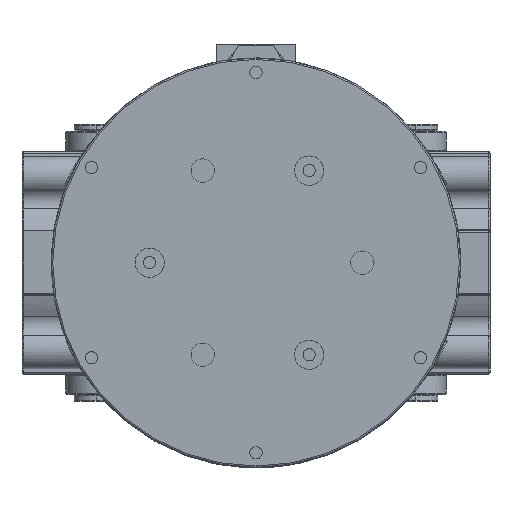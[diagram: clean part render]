
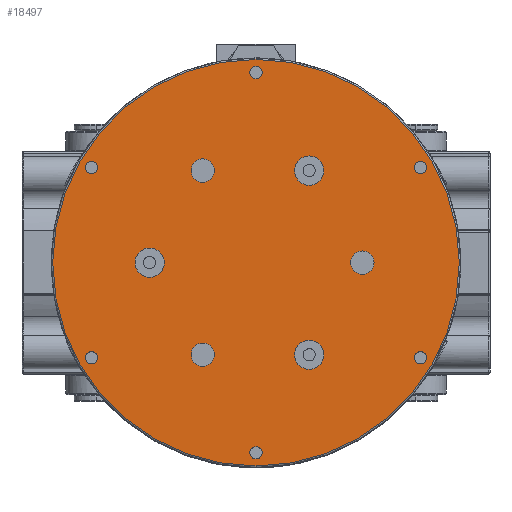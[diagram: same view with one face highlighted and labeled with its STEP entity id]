
A CAD part, top view. The second image highlights one B-rep face of the part: STEP entity #18497.
In plain terms, the highlighted face is planar.
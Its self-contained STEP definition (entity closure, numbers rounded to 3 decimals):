
#1=CARTESIAN_POINT('',(31.48,-42.2,18.175));
#2=DIRECTION('',(0.,-1.,0.));
#3=DIRECTION('',(-1.,0.,0.));
#4=AXIS2_PLACEMENT_3D('',#1,#2,#3);
#6=CARTESIAN_POINT('',(31.48,-42.2,18.175));
#7=DIRECTION('',(0.,-1.,0.));
#8=DIRECTION('',(1.,0.,0.));
#9=AXIS2_PLACEMENT_3D('',#6,#7,#8);
#11=CARTESIAN_POINT('',(0.,-42.2,36.35));
#12=DIRECTION('',(0.,-1.,0.));
#13=DIRECTION('',(-1.,0.,0.));
#14=AXIS2_PLACEMENT_3D('',#11,#12,#13);
#16=CARTESIAN_POINT('',(0.,-42.2,36.35));
#17=DIRECTION('',(0.,-1.,0.));
#18=DIRECTION('',(1.,0.,0.));
#19=AXIS2_PLACEMENT_3D('',#16,#17,#18);
#21=CARTESIAN_POINT('',(-31.48,-42.2,18.175));
#22=DIRECTION('',(0.,-1.,0.));
#23=DIRECTION('',(-1.,0.,0.));
#24=AXIS2_PLACEMENT_3D('',#21,#22,#23);
#26=CARTESIAN_POINT('',(-31.48,-42.2,18.175));
#27=DIRECTION('',(0.,-1.,0.));
#28=DIRECTION('',(1.,0.,0.));
#29=AXIS2_PLACEMENT_3D('',#26,#27,#28);
#31=CARTESIAN_POINT('',(0.,-42.2,-36.35));
#32=DIRECTION('',(0.,-1.,0.));
#33=DIRECTION('',(-1.,0.,0.));
#34=AXIS2_PLACEMENT_3D('',#31,#32,#33);
#36=CARTESIAN_POINT('',(0.,-42.2,-36.35));
#37=DIRECTION('',(0.,-1.,0.));
#38=DIRECTION('',(1.,0.,0.));
#39=AXIS2_PLACEMENT_3D('',#36,#37,#38);
#41=CARTESIAN_POINT('',(31.48,-42.2,-18.175));
#42=DIRECTION('',(0.,-1.,0.));
#43=DIRECTION('',(-1.,0.,0.));
#44=AXIS2_PLACEMENT_3D('',#41,#42,#43);
#46=CARTESIAN_POINT('',(31.48,-42.2,-18.175));
#47=DIRECTION('',(0.,-1.,0.));
#48=DIRECTION('',(1.,0.,0.));
#49=AXIS2_PLACEMENT_3D('',#46,#47,#48);
#51=CARTESIAN_POINT('',(-31.48,-42.2,-18.175));
#52=DIRECTION('',(0.,-1.,0.));
#53=DIRECTION('',(-1.,0.,0.));
#54=AXIS2_PLACEMENT_3D('',#51,#52,#53);
#56=CARTESIAN_POINT('',(-31.48,-42.2,-18.175));
#57=DIRECTION('',(0.,-1.,0.));
#58=DIRECTION('',(1.,0.,0.));
#59=AXIS2_PLACEMENT_3D('',#56,#57,#58);
#61=CARTESIAN_POINT('',(65.,-42.2,0.));
#62=DIRECTION('',(0.,-1.,0.));
#63=DIRECTION('',(0.,0.,-1.));
#64=AXIS2_PLACEMENT_3D('',#61,#62,#63);
#66=CARTESIAN_POINT('',(65.,-42.2,0.));
#67=DIRECTION('',(0.,-1.,0.));
#68=DIRECTION('',(0.,0.,1.));
#69=AXIS2_PLACEMENT_3D('',#66,#67,#68);
#71=CARTESIAN_POINT('',(32.5,-42.2,-56.292));
#72=DIRECTION('',(0.,-1.,0.));
#73=DIRECTION('',(0.,0.,-1.));
#74=AXIS2_PLACEMENT_3D('',#71,#72,#73);
#76=CARTESIAN_POINT('',(32.5,-42.2,-56.292));
#77=DIRECTION('',(0.,-1.,0.));
#78=DIRECTION('',(0.,0.,1.));
#79=AXIS2_PLACEMENT_3D('',#76,#77,#78);
#81=CARTESIAN_POINT('',(-32.5,-42.2,56.292));
#82=DIRECTION('',(0.,-1.,0.));
#83=DIRECTION('',(0.,0.,-1.));
#84=AXIS2_PLACEMENT_3D('',#81,#82,#83);
#86=CARTESIAN_POINT('',(-32.5,-42.2,56.292));
#87=DIRECTION('',(0.,-1.,0.));
#88=DIRECTION('',(0.,0.,1.));
#89=AXIS2_PLACEMENT_3D('',#86,#87,#88);
#91=CARTESIAN_POINT('',(-65.,-42.2,0.));
#92=DIRECTION('',(0.,-1.,0.));
#93=DIRECTION('',(0.,0.,-1.));
#94=AXIS2_PLACEMENT_3D('',#91,#92,#93);
#96=CARTESIAN_POINT('',(-65.,-42.2,0.));
#97=DIRECTION('',(0.,-1.,0.));
#98=DIRECTION('',(0.,0.,1.));
#99=AXIS2_PLACEMENT_3D('',#96,#97,#98);
#101=CARTESIAN_POINT('',(-32.5,-42.2,-56.292));
#102=DIRECTION('',(0.,-1.,0.));
#103=DIRECTION('',(0.,0.,-1.));
#104=AXIS2_PLACEMENT_3D('',#101,#102,#103);
#106=CARTESIAN_POINT('',(-32.5,-42.2,-56.292));
#107=DIRECTION('',(0.,-1.,0.));
#108=DIRECTION('',(0.,0.,1.));
#109=AXIS2_PLACEMENT_3D('',#106,#107,#108);
#111=CARTESIAN_POINT('',(32.5,-42.2,56.292));
#112=DIRECTION('',(0.,-1.,0.));
#113=DIRECTION('',(0.,0.,-1.));
#114=AXIS2_PLACEMENT_3D('',#111,#112,#113);
#116=CARTESIAN_POINT('',(32.5,-42.2,56.292));
#117=DIRECTION('',(0.,-1.,0.));
#118=DIRECTION('',(0.,0.,1.));
#119=AXIS2_PLACEMENT_3D('',#116,#117,#118);
#121=CARTESIAN_POINT('',(0.,-42.2,0.));
#122=DIRECTION('',(0.,-1.,0.));
#123=DIRECTION('',(-1.,0.,0.));
#124=AXIS2_PLACEMENT_3D('',#121,#122,#123);
#126=CARTESIAN_POINT('',(0.,-42.2,0.));
#127=DIRECTION('',(0.,-1.,0.));
#128=DIRECTION('',(1.,0.,0.));
#129=AXIS2_PLACEMENT_3D('',#126,#127,#128);
#15979=CARTESIAN_POINT('',(27.48,-42.2,18.175));
#15980=CARTESIAN_POINT('',(35.48,-42.2,18.175));
#15981=VERTEX_POINT('',#15979);
#15982=VERTEX_POINT('',#15980);
#15983=CARTESIAN_POINT('',(-5.,-42.2,36.35));
#15984=CARTESIAN_POINT('',(5.,-42.2,36.35));
#15985=VERTEX_POINT('',#15983);
#15986=VERTEX_POINT('',#15984);
#15987=CARTESIAN_POINT('',(-35.48,-42.2,18.175));
#15988=CARTESIAN_POINT('',(-27.48,-42.2,18.175));
#15989=VERTEX_POINT('',#15987);
#15990=VERTEX_POINT('',#15988);
#15991=CARTESIAN_POINT('',(-4.,-42.2,-36.35));
#15992=CARTESIAN_POINT('',(4.,-42.2,-36.35));
#15993=VERTEX_POINT('',#15991);
#15994=VERTEX_POINT('',#15992);
#15995=CARTESIAN_POINT('',(26.48,-42.2,-18.175));
#15996=CARTESIAN_POINT('',(36.48,-42.2,-18.175));
#15997=VERTEX_POINT('',#15995);
#15998=VERTEX_POINT('',#15996);
#15999=CARTESIAN_POINT('',(-36.48,-42.2,-18.175));
#16000=CARTESIAN_POINT('',(-26.48,-42.2,-18.175));
#16001=VERTEX_POINT('',#15999);
#16002=VERTEX_POINT('',#16000);
#16023=CARTESIAN_POINT('',(65.,-42.2,-2.1));
#16024=CARTESIAN_POINT('',(65.,-42.2,2.1));
#16025=VERTEX_POINT('',#16023);
#16026=VERTEX_POINT('',#16024);
#16047=CARTESIAN_POINT('',(32.5,-42.2,-58.392));
#16048=CARTESIAN_POINT('',(32.5,-42.2,-54.192));
#16049=VERTEX_POINT('',#16047);
#16050=VERTEX_POINT('',#16048);
#16051=CARTESIAN_POINT('',(-32.5,-42.2,54.192));
#16052=CARTESIAN_POINT('',(-32.5,-42.2,58.392));
#16053=VERTEX_POINT('',#16051);
#16054=VERTEX_POINT('',#16052);
#16055=CARTESIAN_POINT('',(-65.,-42.2,-2.1));
#16056=CARTESIAN_POINT('',(-65.,-42.2,2.1));
#16057=VERTEX_POINT('',#16055);
#16058=VERTEX_POINT('',#16056);
#16059=CARTESIAN_POINT('',(-32.5,-42.2,-58.392));
#16060=CARTESIAN_POINT('',(-32.5,-42.2,-54.192));
#16061=VERTEX_POINT('',#16059);
#16062=VERTEX_POINT('',#16060);
#16063=CARTESIAN_POINT('',(32.5,-42.2,54.192));
#16064=CARTESIAN_POINT('',(32.5,-42.2,58.392));
#16065=VERTEX_POINT('',#16063);
#16066=VERTEX_POINT('',#16064);
#17453=CARTESIAN_POINT('',(-69.5,-42.2,0.));
#17454=CARTESIAN_POINT('',(69.5,-42.2,0.));
#17455=VERTEX_POINT('',#17453);
#17456=VERTEX_POINT('',#17454);
#18414=CARTESIAN_POINT('',(0.,-42.2,0.));
#18415=DIRECTION('',(0.,1.,0.));
#18416=DIRECTION('',(1.,0.,0.));
#18417=AXIS2_PLACEMENT_3D('',#18414,#18415,#18416);
#18418=PLANE('',#18417);
#18420=ORIENTED_EDGE('',*,*,#18419,.F.);
#18422=ORIENTED_EDGE('',*,*,#18421,.F.);
#18423=EDGE_LOOP('',(#18420,#18422));
#18424=FACE_OUTER_BOUND('',#18423,.F.);
#18426=ORIENTED_EDGE('',*,*,#18425,.T.);
#18428=ORIENTED_EDGE('',*,*,#18427,.T.);
#18429=EDGE_LOOP('',(#18426,#18428));
#18430=FACE_BOUND('',#18429,.F.);
#18432=ORIENTED_EDGE('',*,*,#18431,.T.);
#18434=ORIENTED_EDGE('',*,*,#18433,.T.);
#18435=EDGE_LOOP('',(#18432,#18434));
#18436=FACE_BOUND('',#18435,.F.);
#18438=ORIENTED_EDGE('',*,*,#18437,.T.);
#18440=ORIENTED_EDGE('',*,*,#18439,.T.);
#18441=EDGE_LOOP('',(#18438,#18440));
#18442=FACE_BOUND('',#18441,.F.);
#18444=ORIENTED_EDGE('',*,*,#18443,.T.);
#18446=ORIENTED_EDGE('',*,*,#18445,.T.);
#18447=EDGE_LOOP('',(#18444,#18446));
#18448=FACE_BOUND('',#18447,.F.);
#18450=ORIENTED_EDGE('',*,*,#18449,.T.);
#18452=ORIENTED_EDGE('',*,*,#18451,.T.);
#18453=EDGE_LOOP('',(#18450,#18452));
#18454=FACE_BOUND('',#18453,.F.);
#18456=ORIENTED_EDGE('',*,*,#18455,.T.);
#18458=ORIENTED_EDGE('',*,*,#18457,.T.);
#18459=EDGE_LOOP('',(#18456,#18458));
#18460=FACE_BOUND('',#18459,.F.);
#18462=ORIENTED_EDGE('',*,*,#18461,.T.);
#18464=ORIENTED_EDGE('',*,*,#18463,.T.);
#18465=EDGE_LOOP('',(#18462,#18464));
#18466=FACE_BOUND('',#18465,.F.);
#18468=ORIENTED_EDGE('',*,*,#18467,.T.);
#18470=ORIENTED_EDGE('',*,*,#18469,.T.);
#18471=EDGE_LOOP('',(#18468,#18470));
#18472=FACE_BOUND('',#18471,.F.);
#18474=ORIENTED_EDGE('',*,*,#18473,.T.);
#18476=ORIENTED_EDGE('',*,*,#18475,.T.);
#18477=EDGE_LOOP('',(#18474,#18476));
#18478=FACE_BOUND('',#18477,.F.);
#18480=ORIENTED_EDGE('',*,*,#18479,.T.);
#18482=ORIENTED_EDGE('',*,*,#18481,.T.);
#18483=EDGE_LOOP('',(#18480,#18482));
#18484=FACE_BOUND('',#18483,.F.);
#18486=ORIENTED_EDGE('',*,*,#18485,.T.);
#18488=ORIENTED_EDGE('',*,*,#18487,.T.);
#18489=EDGE_LOOP('',(#18486,#18488));
#18490=FACE_BOUND('',#18489,.F.);
#18492=ORIENTED_EDGE('',*,*,#18491,.T.);
#18494=ORIENTED_EDGE('',*,*,#18493,.T.);
#18495=EDGE_LOOP('',(#18492,#18494));
#18496=FACE_BOUND('',#18495,.F.);
#18497=ADVANCED_FACE('',(#18424,#18430,#18436,#18442,#18448,#18454,#18460,
#18466,#18472,#18478,#18484,#18490,#18496),#18418,.F.);
#5=CIRCLE('',#4,4.);
#10=CIRCLE('',#9,4.);
#15=CIRCLE('',#14,5.);
#20=CIRCLE('',#19,5.);
#25=CIRCLE('',#24,4.);
#30=CIRCLE('',#29,4.);
#35=CIRCLE('',#34,4.);
#40=CIRCLE('',#39,4.);
#45=CIRCLE('',#44,5.);
#50=CIRCLE('',#49,5.);
#55=CIRCLE('',#54,5.);
#60=CIRCLE('',#59,5.);
#65=CIRCLE('',#64,2.1);
#70=CIRCLE('',#69,2.1);
#75=CIRCLE('',#74,2.1);
#80=CIRCLE('',#79,2.1);
#85=CIRCLE('',#84,2.1);
#90=CIRCLE('',#89,2.1);
#95=CIRCLE('',#94,2.1);
#100=CIRCLE('',#99,2.1);
#105=CIRCLE('',#104,2.1);
#110=CIRCLE('',#109,2.1);
#115=CIRCLE('',#114,2.1);
#120=CIRCLE('',#119,2.1);
#125=CIRCLE('',#124,69.5);
#130=CIRCLE('',#129,69.5);
#18419=EDGE_CURVE('',#17455,#17456,#125,.T.);
#18421=EDGE_CURVE('',#17456,#17455,#130,.T.);
#18425=EDGE_CURVE('',#15985,#15986,#15,.T.);
#18427=EDGE_CURVE('',#15986,#15985,#20,.T.);
#18431=EDGE_CURVE('',#15989,#15990,#25,.T.);
#18433=EDGE_CURVE('',#15990,#15989,#30,.T.);
#18437=EDGE_CURVE('',#15993,#15994,#35,.T.);
#18439=EDGE_CURVE('',#15994,#15993,#40,.T.);
#18443=EDGE_CURVE('',#15997,#15998,#45,.T.);
#18445=EDGE_CURVE('',#15998,#15997,#50,.T.);
#18449=EDGE_CURVE('',#16001,#16002,#55,.T.);
#18451=EDGE_CURVE('',#16002,#16001,#60,.T.);
#18455=EDGE_CURVE('',#16025,#16026,#65,.T.);
#18457=EDGE_CURVE('',#16026,#16025,#70,.T.);
#18461=EDGE_CURVE('',#16049,#16050,#75,.T.);
#18463=EDGE_CURVE('',#16050,#16049,#80,.T.);
#18467=EDGE_CURVE('',#16053,#16054,#85,.T.);
#18469=EDGE_CURVE('',#16054,#16053,#90,.T.);
#18473=EDGE_CURVE('',#16057,#16058,#95,.T.);
#18475=EDGE_CURVE('',#16058,#16057,#100,.T.);
#18479=EDGE_CURVE('',#16061,#16062,#105,.T.);
#18481=EDGE_CURVE('',#16062,#16061,#110,.T.);
#18485=EDGE_CURVE('',#16065,#16066,#115,.T.);
#18487=EDGE_CURVE('',#16066,#16065,#120,.T.);
#18491=EDGE_CURVE('',#15981,#15982,#5,.T.);
#18493=EDGE_CURVE('',#15982,#15981,#10,.T.);
